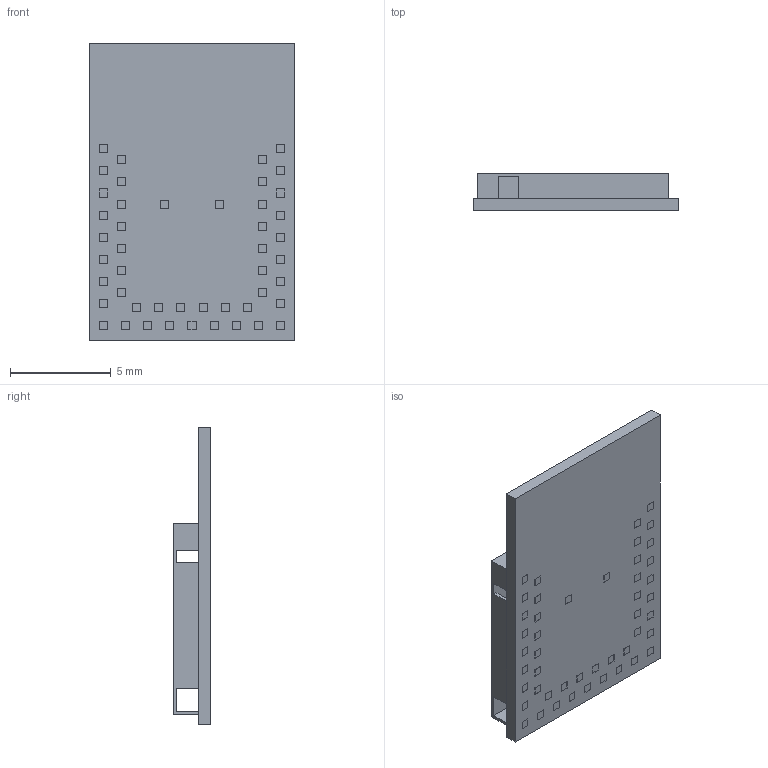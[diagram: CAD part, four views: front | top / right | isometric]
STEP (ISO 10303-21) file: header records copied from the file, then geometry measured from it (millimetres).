
FILE_DESCRIPTION((''),'2;1');
FILE_NAME('BM832','2018-12-11T',('yfb'),(''),'PRO/ENGINEER BY PARAMETRIC TECHNOLOGY CORPORATION, 2010280','PRO/ENGINEER BY PARAMETRIC TECHNOLOGY CORPORATION, 2010280','');
FILE_SCHEMA(('CONFIG_CONTROL_DESIGN','SHAPE_APPEARANCE_LAYERS_GROUPS'));
Length unit declared in the file: millimetre
Products named in the file (1): BM832
Bounding box: 10.2 x 1.85 x 14.8 mm (x, y, z)
Volume: 108.1 mm3; surface area: 569.5 mm2
Topology: 1 solids, 1 shells, 549 faces, 1452 edges, 968 vertices
Faces by surface type: plane 511, extrusion 38
Entity records: 17655 total; most frequent: CARTESIAN_POINT 3655, ORIENTED_EDGE 2904, DIRECTION 2436, EDGE_CURVE 1452, VECTOR 1414, LINE 1376, VERTEX_POINT 968, EDGE_LOOP 618
